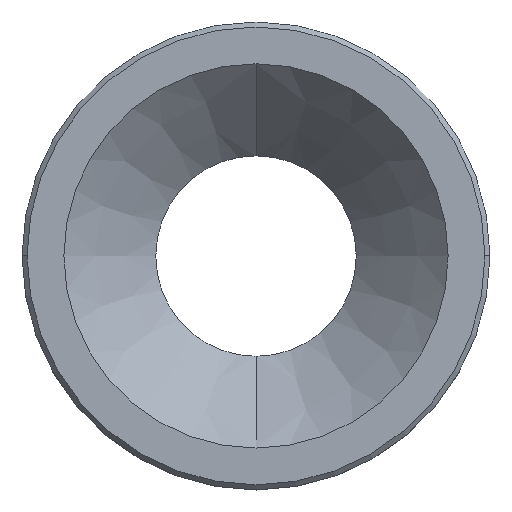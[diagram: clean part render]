
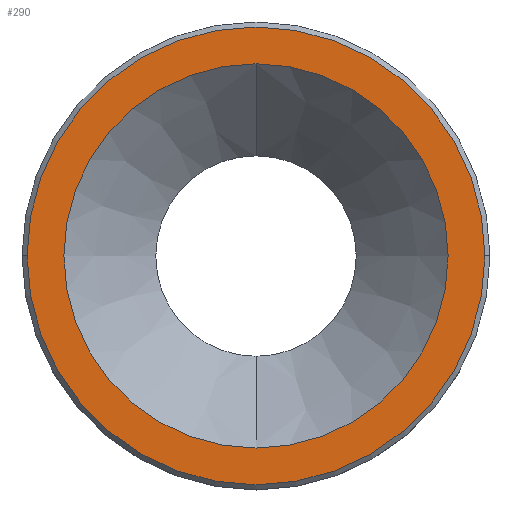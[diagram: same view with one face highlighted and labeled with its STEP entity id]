
A CAD part, top view. The second image highlights one B-rep face of the part: STEP entity #290.
In plain terms, the highlighted planar face has unit normal (0, 0, 1).
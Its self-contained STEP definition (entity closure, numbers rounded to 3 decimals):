
#3 = DIRECTION ( 'NONE',  ( 0., 0., -1. ) ) ;
#17 = DIRECTION ( 'NONE',  ( 0., -1., 0. ) ) ;
#22 = CARTESIAN_POINT ( 'NONE',  ( 0., 0., 6. ) ) ;
#29 = CARTESIAN_POINT ( 'NONE',  ( 0., 0., 6. ) ) ;
#34 = DIRECTION ( 'NONE',  ( 0., 0., 1. ) ) ;
#54 = DIRECTION ( 'NONE',  ( -1., 0., 0. ) ) ;
#74 = CIRCLE ( 'NONE', #90, 13.7 ) ;
#80 = CIRCLE ( 'NONE', #89, 13.7 ) ;
#89 = AXIS2_PLACEMENT_3D ( 'NONE', #381, #377, #385 ) ;
#90 = AXIS2_PLACEMENT_3D ( 'NONE', #29, #34, #54 ) ;
#102 = AXIS2_PLACEMENT_3D ( 'NONE', #494, #496, #502 ) ;
#105 = CIRCLE ( 'NONE', #127, 11.5 ) ;
#127 = AXIS2_PLACEMENT_3D ( 'NONE', #22, #3, #17 ) ;
#163 = AXIS2_PLACEMENT_3D ( 'NONE', #542, #552, #551 ) ;
#170 = CIRCLE ( 'NONE', #163, 11.5 ) ;
#211 = EDGE_LOOP ( 'NONE', ( #346, #344 ) ) ;
#213 = VERTEX_POINT ( 'NONE', #375 ) ;
#216 = VERTEX_POINT ( 'NONE', #334 ) ;
#234 = VERTEX_POINT ( 'NONE', #384 ) ;
#235 = VERTEX_POINT ( 'NONE', #383 ) ;
#243 = EDGE_LOOP ( 'NONE', ( #335, #371 ) ) ;
#269 = EDGE_CURVE ( 'NONE', #216, #213, #80, .T. ) ;
#270 = EDGE_CURVE ( 'NONE', #213, #216, #74, .T. ) ;
#285 = EDGE_CURVE ( 'NONE', #235, #234, #105, .T. ) ;
#290 = ADVANCED_FACE ( 'NONE', ( #319, #331 ), #490, .T. ) ;
#302 = EDGE_CURVE ( 'NONE', #234, #235, #170, .T. ) ;
#319 = FACE_BOUND ( 'NONE', #243, .T. ) ;
#331 = FACE_OUTER_BOUND ( 'NONE', #211, .T. ) ;
#334 = CARTESIAN_POINT ( 'NONE',  ( 13.7, 0., 6. ) ) ;
#335 = ORIENTED_EDGE ( 'NONE', *, *, #285, .T. ) ;
#344 = ORIENTED_EDGE ( 'NONE', *, *, #269, .T. ) ;
#346 = ORIENTED_EDGE ( 'NONE', *, *, #270, .T. ) ;
#371 = ORIENTED_EDGE ( 'NONE', *, *, #302, .T. ) ;
#375 = CARTESIAN_POINT ( 'NONE',  ( -13.7, 0., 6. ) ) ;
#377 = DIRECTION ( 'NONE',  ( 0., 0., 1. ) ) ;
#381 = CARTESIAN_POINT ( 'NONE',  ( 0., 0., 6. ) ) ;
#383 = CARTESIAN_POINT ( 'NONE',  ( 0., -11.5, 6. ) ) ;
#384 = CARTESIAN_POINT ( 'NONE',  ( 0., 11.5, 6. ) ) ;
#385 = DIRECTION ( 'NONE',  ( -1., 0., 0. ) ) ;
#490 = PLANE ( 'NONE',  #102 ) ;
#494 = CARTESIAN_POINT ( 'NONE',  ( 0., 0., 6. ) ) ;
#496 = DIRECTION ( 'NONE',  ( 0., 0., 1. ) ) ;
#502 = DIRECTION ( 'NONE',  ( 1., 0., 0. ) ) ;
#542 = CARTESIAN_POINT ( 'NONE',  ( 0., 0., 6. ) ) ;
#551 = DIRECTION ( 'NONE',  ( 0., -1., 0. ) ) ;
#552 = DIRECTION ( 'NONE',  ( 0., 0., -1. ) ) ;
